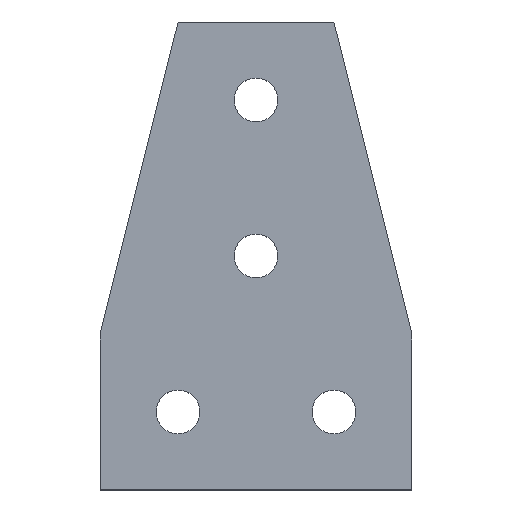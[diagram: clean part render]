
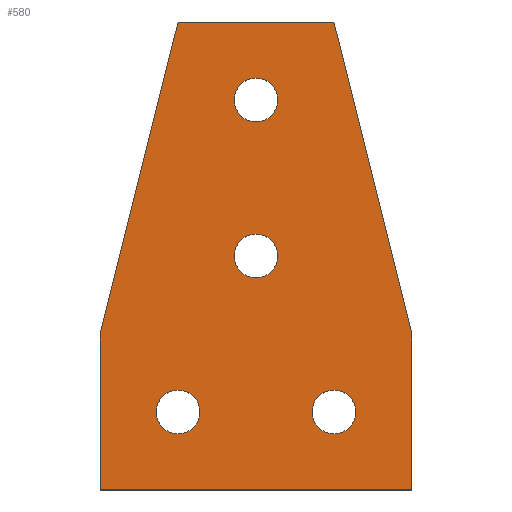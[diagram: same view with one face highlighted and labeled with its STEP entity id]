
A CAD part, top view. The second image highlights one B-rep face of the part: STEP entity #580.
In plain terms, the highlighted planar face has unit normal (0, 0, 1).
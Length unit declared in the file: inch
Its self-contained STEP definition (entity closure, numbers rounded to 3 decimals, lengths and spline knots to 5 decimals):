
#76=CARTESIAN_POINT('',(0.5,2.14063,0.188));
#77=VERTEX_POINT('',#76);
#86=CARTESIAN_POINT('',(0.5,1.85938,0.188));
#87=VERTEX_POINT('',#86);
#88=CARTESIAN_POINT('',(0.5,2.0,0.188));
#89=DIRECTION('',(0.0,0.0,-1.0));
#90=DIRECTION('',(0.0,1.0,0.0));
#91=AXIS2_PLACEMENT_3D('',#88,#89,#90);
#92=CIRCLE('',#91,0.14063);
#93=EDGE_CURVE('',#87,#77,#92,.T.);
#118=CARTESIAN_POINT('',(0.5,1.14063,0.188));
#119=VERTEX_POINT('',#118);
#128=CARTESIAN_POINT('',(0.5,0.85938,0.188));
#129=VERTEX_POINT('',#128);
#130=CARTESIAN_POINT('',(0.5,1.0,0.188));
#131=DIRECTION('',(0.0,0.0,-1.0));
#132=DIRECTION('',(0.0,1.0,0.0));
#133=AXIS2_PLACEMENT_3D('',#130,#131,#132);
#134=CIRCLE('',#133,0.14063);
#135=EDGE_CURVE('',#129,#119,#134,.T.);
#160=CARTESIAN_POINT('',(0.,0.14063,0.188));
#161=VERTEX_POINT('',#160);
#170=CARTESIAN_POINT('',(0.,-0.14063,0.188));
#171=VERTEX_POINT('',#170);
#172=CARTESIAN_POINT('',(0.0,0.,0.188));
#173=DIRECTION('',(0.0,0.0,-1.0));
#174=DIRECTION('',(0.0,1.0,0.0));
#175=AXIS2_PLACEMENT_3D('',#172,#173,#174);
#176=CIRCLE('',#175,0.14063);
#177=EDGE_CURVE('',#171,#161,#176,.T.);
#202=CARTESIAN_POINT('',(1.0,0.14063,0.188));
#203=VERTEX_POINT('',#202);
#212=CARTESIAN_POINT('',(1.0,-0.14063,0.188));
#213=VERTEX_POINT('',#212);
#214=CARTESIAN_POINT('',(1.0,0.,0.188));
#215=DIRECTION('',(0.0,0.0,-1.0));
#216=DIRECTION('',(0.0,1.0,0.0));
#217=AXIS2_PLACEMENT_3D('',#214,#215,#216);
#218=CIRCLE('',#217,0.14063);
#219=EDGE_CURVE('',#213,#203,#218,.T.);
#253=CARTESIAN_POINT('',(1.0,0.,0.188));
#254=DIRECTION('',(0.0,0.0,-1.0));
#255=DIRECTION('',(0.0,1.0,0.0));
#256=AXIS2_PLACEMENT_3D('',#253,#254,#255);
#257=CIRCLE('',#256,0.14063);
#258=EDGE_CURVE('',#203,#213,#257,.T.);
#277=CARTESIAN_POINT('',(0.0,0.,0.188));
#278=DIRECTION('',(0.0,0.0,-1.0));
#279=DIRECTION('',(0.0,1.0,0.0));
#280=AXIS2_PLACEMENT_3D('',#277,#278,#279);
#281=CIRCLE('',#280,0.14063);
#282=EDGE_CURVE('',#161,#171,#281,.T.);
#301=CARTESIAN_POINT('',(0.5,1.0,0.188));
#302=DIRECTION('',(0.0,0.0,-1.0));
#303=DIRECTION('',(0.0,1.0,0.0));
#304=AXIS2_PLACEMENT_3D('',#301,#302,#303);
#305=CIRCLE('',#304,0.14063);
#306=EDGE_CURVE('',#119,#129,#305,.T.);
#325=CARTESIAN_POINT('',(0.5,2.0,0.188));
#326=DIRECTION('',(0.0,0.0,-1.0));
#327=DIRECTION('',(0.0,1.0,0.0));
#328=AXIS2_PLACEMENT_3D('',#325,#326,#327);
#329=CIRCLE('',#328,0.14063);
#330=EDGE_CURVE('',#77,#87,#329,.T.);
#340=CARTESIAN_POINT('',(1.5,-0.5,0.188));
#341=VERTEX_POINT('',#340);
#342=CARTESIAN_POINT('',(-0.5,-0.5,0.188));
#343=VERTEX_POINT('',#342);
#344=CARTESIAN_POINT('',(1.5,-0.5,0.188));
#345=DIRECTION('',(-1.0,0.0,0.0));
#346=VECTOR('',#345,2.0);
#347=LINE('',#344,#346);
#348=EDGE_CURVE('',#341,#343,#347,.T.);
#380=CARTESIAN_POINT('',(-0.5,0.5,0.188));
#381=VERTEX_POINT('',#380);
#382=CARTESIAN_POINT('',(-0.5,-0.5,0.188));
#383=DIRECTION('',(0.0,1.0,0.0));
#384=VECTOR('',#383,1.0);
#385=LINE('',#382,#384);
#386=EDGE_CURVE('',#343,#381,#385,.T.);
#411=CARTESIAN_POINT('',(0.,2.5,0.188));
#412=VERTEX_POINT('',#411);
#413=CARTESIAN_POINT('',(-0.5,0.5,0.188));
#414=DIRECTION('',(0.243,0.97,0.));
#415=VECTOR('',#414,2.06155);
#416=LINE('',#413,#415);
#417=EDGE_CURVE('',#381,#412,#416,.T.);
#442=CARTESIAN_POINT('',(1.0,2.5,0.188));
#443=VERTEX_POINT('',#442);
#444=CARTESIAN_POINT('',(0.,2.5,0.188));
#445=DIRECTION('',(1.0,0.0,0.0));
#446=VECTOR('',#445,1.0);
#447=LINE('',#444,#446);
#448=EDGE_CURVE('',#412,#443,#447,.T.);
#473=CARTESIAN_POINT('',(1.5,0.5,0.188));
#474=VERTEX_POINT('',#473);
#475=CARTESIAN_POINT('',(1.0,2.5,0.188));
#476=DIRECTION('',(0.243,-0.97,0.));
#477=VECTOR('',#476,2.06155);
#478=LINE('',#475,#477);
#479=EDGE_CURVE('',#443,#474,#478,.T.);
#504=CARTESIAN_POINT('',(1.5,0.5,0.188));
#505=DIRECTION('',(0.0,-1.0,0.0));
#506=VECTOR('',#505,1.0);
#507=LINE('',#504,#506);
#508=EDGE_CURVE('',#474,#341,#507,.T.);
#551=CARTESIAN_POINT('',(1.5,-0.5,0.188));
#552=DIRECTION('',(0.0,0.0,1.0));
#553=DIRECTION('',(0.0,1.0,0.0));
#554=AXIS2_PLACEMENT_3D('',#551,#552,#553);
#555=PLANE('',#554);
#556=ORIENTED_EDGE('',*,*,#348,.F.);
#557=ORIENTED_EDGE('',*,*,#508,.F.);
#558=ORIENTED_EDGE('',*,*,#479,.F.);
#559=ORIENTED_EDGE('',*,*,#448,.F.);
#560=ORIENTED_EDGE('',*,*,#417,.F.);
#561=ORIENTED_EDGE('',*,*,#386,.F.);
#562=EDGE_LOOP('',(#556,#557,#558,#559,#560,#561));
#563=FACE_OUTER_BOUND('',#562,.T.);
#564=ORIENTED_EDGE('',*,*,#258,.T.);
#565=ORIENTED_EDGE('',*,*,#219,.T.);
#566=EDGE_LOOP('',(#564,#565));
#567=FACE_BOUND('',#566,.T.);
#568=ORIENTED_EDGE('',*,*,#282,.T.);
#569=ORIENTED_EDGE('',*,*,#177,.T.);
#570=EDGE_LOOP('',(#568,#569));
#571=FACE_BOUND('',#570,.T.);
#572=ORIENTED_EDGE('',*,*,#306,.T.);
#573=ORIENTED_EDGE('',*,*,#135,.T.);
#574=EDGE_LOOP('',(#572,#573));
#575=FACE_BOUND('',#574,.T.);
#576=ORIENTED_EDGE('',*,*,#330,.T.);
#577=ORIENTED_EDGE('',*,*,#93,.T.);
#578=EDGE_LOOP('',(#576,#577));
#579=FACE_BOUND('',#578,.T.);
#580=ADVANCED_FACE('',(#563,#567,#571,#575,#579),#555,.T.);
